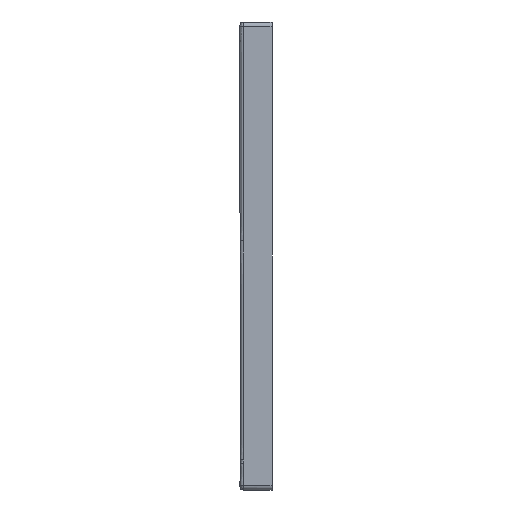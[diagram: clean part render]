
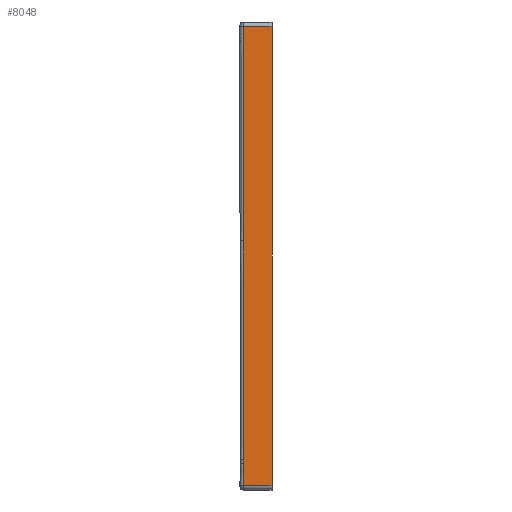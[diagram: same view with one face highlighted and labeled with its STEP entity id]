
A CAD part, left-side view. The second image highlights one B-rep face of the part: STEP entity #8048.
In plain terms, the highlighted planar face has unit normal (-1, 0, 0).
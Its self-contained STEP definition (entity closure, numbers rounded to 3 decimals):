
#1567=CARTESIAN_POINT('',(-450.,-5.194,45.));
#1568=CARTESIAN_POINT('',(-450.,-5.194,44.157));
#1569=CARTESIAN_POINT('',(-450.,-5.194,42.479));
#1570=CARTESIAN_POINT('',(-450.,-5.194,40.815));
#1571=CARTESIAN_POINT('',(-450.,-5.194,39.988));
#1573=CARTESIAN_POINT('',(-450.,-5.078,372.51));
#1574=CARTESIAN_POINT('',(-450.,-5.085,
355.293));
#1575=CARTESIAN_POINT('',(-450.,-5.1,
322.378));
#1576=CARTESIAN_POINT('',(-450.,-5.12,
277.826));
#1577=CARTESIAN_POINT('',(-450.,-5.139,237.303));
#1578=CARTESIAN_POINT('',(-450.,-5.155,200.618));
#1579=CARTESIAN_POINT('',(-450.,-5.168,166.99));
#1580=CARTESIAN_POINT('',(-450.,-5.179,
136.953));
#1581=CARTESIAN_POINT('',(-450.,-5.186,
108.423));
#1582=CARTESIAN_POINT('',(-450.,-5.192,
78.768));
#1583=CARTESIAN_POINT('',(-450.,-5.194,
56.568));
#1584=CARTESIAN_POINT('',(-450.,-5.194,45.));
#1586=CARTESIAN_POINT('',(-450.,-5.,693.));
#1587=CARTESIAN_POINT('',(-450.,-5.,686.222));
#1588=CARTESIAN_POINT('',(-450.,-5.001,672.564));
#1589=CARTESIAN_POINT('',(-450.,-5.002,652.561));
#1590=CARTESIAN_POINT('',(-450.,-5.004,630.676));
#1591=CARTESIAN_POINT('',(-450.,-5.008,607.249));
#1592=CARTESIAN_POINT('',(-450.,-5.012,581.977));
#1593=CARTESIAN_POINT('',(-450.,-5.017,555.7));
#1594=CARTESIAN_POINT('',(-450.,-5.024,529.47));
#1595=CARTESIAN_POINT('',(-450.,-5.031,503.698));
#1596=CARTESIAN_POINT('',(-450.,-5.039,478.217));
#1597=CARTESIAN_POINT('',(-450.,-5.047,453.601));
#1598=CARTESIAN_POINT('',(-450.,-5.056,428.634));
#1599=CARTESIAN_POINT('',(-450.,-5.066,402.204));
#1600=CARTESIAN_POINT('',(-450.,-5.074,382.674));
#1601=CARTESIAN_POINT('',(-450.,-5.078,372.51));
#1603=DIRECTION('',(0.,-1.,0.));
#1604=VECTOR('',#1603,43.);
#1605=CARTESIAN_POINT('',(-450.,-5.,693.));
#1606=LINE('',#1605,#1604);
#1607=DIRECTION('',(0.,-1.,0.));
#1608=VECTOR('',#1607,42.967);
#1609=CARTESIAN_POINT('',(-450.,-5.033,7.));
#1610=LINE('',#1609,#1608);
#1611=CARTESIAN_POINT('',(-450.,-5.194,39.988));
#1612=CARTESIAN_POINT('',(-450.,-5.177,36.536));
#1613=CARTESIAN_POINT('',(-450.,-5.142,29.494));
#1614=CARTESIAN_POINT('',(-450.,-5.09,18.763));
#1615=CARTESIAN_POINT('',(-450.,-5.053,10.995));
#1616=CARTESIAN_POINT('',(-450.,-5.033,7.));
#2276=DIRECTION('',(0.,0.,1.));
#2277=VECTOR('',#2276,686.);
#2278=CARTESIAN_POINT('',(-450.,-48.,7.));
#2279=LINE('',#2278,#2277);
#4415=CARTESIAN_POINT('',(-450.,-48.,7.));
#4416=CARTESIAN_POINT('',(-450.,-48.,693.));
#4417=VERTEX_POINT('',#4415);
#4418=VERTEX_POINT('',#4416);
#4427=VERTEX_POINT('',#1567);
#4428=VERTEX_POINT('',#1571);
#4429=VERTEX_POINT('',#1573);
#4431=VERTEX_POINT('',#1586);
#4440=CARTESIAN_POINT('',(-450.,-5.033,7.));
#4441=VERTEX_POINT('',#4440);
#8029=CARTESIAN_POINT('',(-450.,0.,0.));
#8030=DIRECTION('',(-1.,0.,0.));
#8031=DIRECTION('',(0.,0.,1.));
#8032=AXIS2_PLACEMENT_3D('',#8029,#8030,#8031);
#8033=PLANE('',#8032);
#8034=ORIENTED_EDGE('',*,*,#7955,.F.);
#8035=ORIENTED_EDGE('',*,*,#8019,.F.);
#8037=ORIENTED_EDGE('',*,*,#8036,.F.);
#8039=ORIENTED_EDGE('',*,*,#8038,.T.);
#8041=ORIENTED_EDGE('',*,*,#8040,.F.);
#8043=ORIENTED_EDGE('',*,*,#8042,.F.);
#8045=ORIENTED_EDGE('',*,*,#8044,.F.);
#8046=EDGE_LOOP('',(#8034,#8035,#8037,#8039,#8041,#8043,#8045));
#8047=FACE_OUTER_BOUND('',#8046,.F.);
#8048=ADVANCED_FACE('',(#8047),#8033,.T.);
#1572=B_SPLINE_CURVE_WITH_KNOTS('',3,(#1567,#1568,#1569,#1570,#1571),
.UNSPECIFIED.,.F.,.F.,(4,1,4),(0.,0.5,1.),.UNSPECIFIED.);
#1585=B_SPLINE_CURVE_WITH_KNOTS('',3,(#1573,#1574,#1575,#1576,#1577,#1578,#1579,
#1580,#1581,#1582,#1583,#1584),.UNSPECIFIED.,.F.,.F.,(4,1,1,1,1,1,1,1,1,4),
(0.,0.111,0.222,0.333,0.444,
0.556,0.667,0.778,0.889,1.),
.UNSPECIFIED.);
#1602=B_SPLINE_CURVE_WITH_KNOTS('',3,(#1586,#1587,#1588,#1589,#1590,#1591,#1592,
#1593,#1594,#1595,#1596,#1597,#1598,#1599,#1600,#1601),.UNSPECIFIED.,.F.,.F.,(4,
1,1,1,1,1,1,1,1,1,1,1,1,4),(0.,0.077,0.154,
0.231,0.308,0.385,0.462,
0.538,0.615,0.692,0.769,
0.846,0.923,1.),.UNSPECIFIED.);
#1617=B_SPLINE_CURVE_WITH_KNOTS('',3,(#1611,#1612,#1613,#1614,#1615,#1616),
.UNSPECIFIED.,.F.,.F.,(4,1,1,4),(0.,0.333,0.667,1.),
.UNSPECIFIED.);
#7955=EDGE_CURVE('',#4427,#4428,#1572,.T.);
#8019=EDGE_CURVE('',#4429,#4427,#1585,.T.);
#8036=EDGE_CURVE('',#4431,#4429,#1602,.T.);
#8038=EDGE_CURVE('',#4431,#4418,#1606,.T.);
#8040=EDGE_CURVE('',#4417,#4418,#2279,.T.);
#8042=EDGE_CURVE('',#4441,#4417,#1610,.T.);
#8044=EDGE_CURVE('',#4428,#4441,#1617,.T.);
